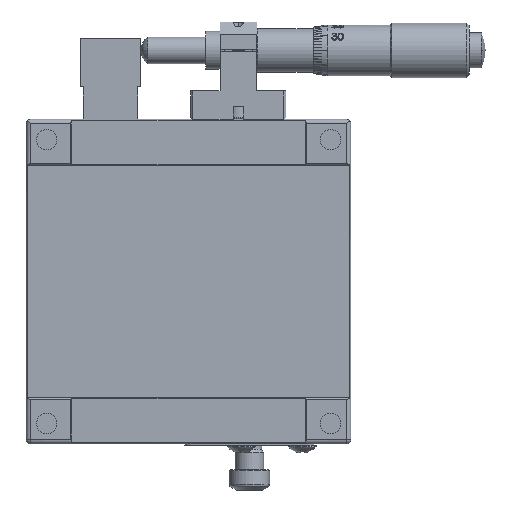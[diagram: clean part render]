
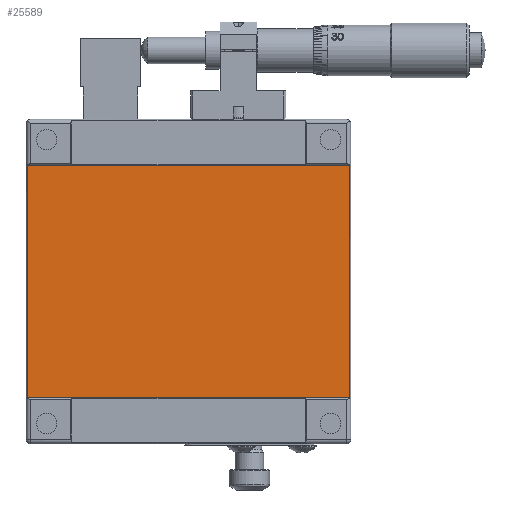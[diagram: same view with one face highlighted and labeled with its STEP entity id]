
A CAD part, front view. The second image highlights one B-rep face of the part: STEP entity #25589.
In plain terms, the highlighted planar face has unit normal (0, -1, 0).
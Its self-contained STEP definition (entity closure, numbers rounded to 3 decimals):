
#1702 = AXIS2_PLACEMENT_3D ( 'NONE', #51307, #57390, #21286 ) ;
#3678 = ORIENTED_EDGE ( 'NONE', *, *, #68819, .F. ) ;
#7732 = LINE ( 'NONE', #25118, #43426 ) ;
#13639 = VERTEX_POINT ( 'NONE', #57314 ) ;
#19069 = DIRECTION ( 'NONE',  ( 0., 0., -1. ) ) ;
#21019 = LINE ( 'NONE', #22730, #35060 ) ;
#21072 = DIRECTION ( 'NONE',  ( 0., 0., 1. ) ) ;
#21286 = DIRECTION ( 'NONE',  ( 0., 0., -1. ) ) ;
#22730 = CARTESIAN_POINT ( 'NONE',  ( -43.599, -7.055, -28.7 ) ) ;
#25118 = CARTESIAN_POINT ( 'NONE',  ( -43.313, -7.055, 28.7 ) ) ;
#25589 = ADVANCED_FACE ( 'NONE', ( #77720 ), #39152, .T. ) ;
#27630 = EDGE_LOOP ( 'NONE', ( #72527, #74553, #3678, #29614 ) ) ;
#28365 = LINE ( 'NONE', #69266, #74600 ) ;
#29041 = EDGE_CURVE ( 'NONE', #69079, #13639, #28365, .T. ) ;
#29614 = ORIENTED_EDGE ( 'NONE', *, *, #72142, .T. ) ;
#35060 = VECTOR ( 'NONE', #58834, 1000. ) ;
#39152 = PLANE ( 'NONE',  #1702 ) ;
#43426 = VECTOR ( 'NONE', #19069, 1000. ) ;
#46332 = CARTESIAN_POINT ( 'NONE',  ( -43.313, -7.055, -28.7 ) ) ;
#51307 = CARTESIAN_POINT ( 'NONE',  ( -43.599, -7.055, 28.7 ) ) ;
#51349 = CARTESIAN_POINT ( 'NONE',  ( -43.599, -7.055, 28.7 ) ) ;
#57167 = DIRECTION ( 'NONE',  ( 1., 0., 0. ) ) ;
#57314 = CARTESIAN_POINT ( 'NONE',  ( 36.116, -7.055, 28.7 ) ) ;
#57390 = DIRECTION ( 'NONE',  ( 0., -1., 0. ) ) ;
#58686 = VERTEX_POINT ( 'NONE', #61922 ) ;
#58834 = DIRECTION ( 'NONE',  ( 1., 0., 0. ) ) ;
#58884 = VERTEX_POINT ( 'NONE', #46332 ) ;
#61922 = CARTESIAN_POINT ( 'NONE',  ( -43.313, -7.055, 28.7 ) ) ;
#65809 = CARTESIAN_POINT ( 'NONE',  ( 36.116, -7.055, -28.7 ) ) ;
#68819 = EDGE_CURVE ( 'NONE', #58686, #13639, #73917, .T. ) ;
#69079 = VERTEX_POINT ( 'NONE', #65809 ) ;
#69266 = CARTESIAN_POINT ( 'NONE',  ( 36.116, -7.055, -28.7 ) ) ;
#72142 = EDGE_CURVE ( 'NONE', #58686, #58884, #7732, .T. ) ;
#72527 = ORIENTED_EDGE ( 'NONE', *, *, #73455, .T. ) ;
#73455 = EDGE_CURVE ( 'NONE', #58884, #69079, #21019, .T. ) ;
#73917 = LINE ( 'NONE', #51349, #75796 ) ;
#74553 = ORIENTED_EDGE ( 'NONE', *, *, #29041, .T. ) ;
#74600 = VECTOR ( 'NONE', #21072, 1000. ) ;
#75796 = VECTOR ( 'NONE', #57167, 1000. ) ;
#77720 = FACE_OUTER_BOUND ( 'NONE', #27630, .T. ) ;
